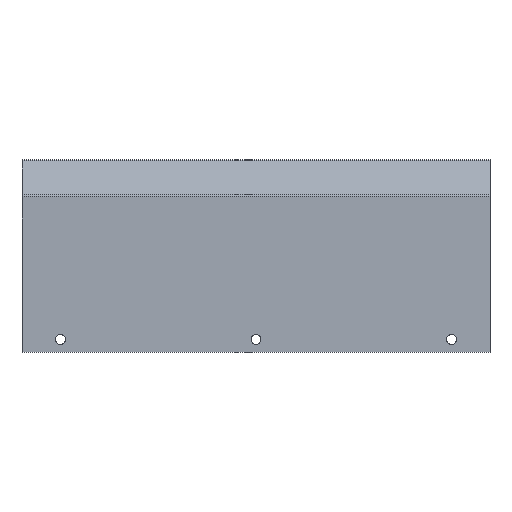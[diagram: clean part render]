
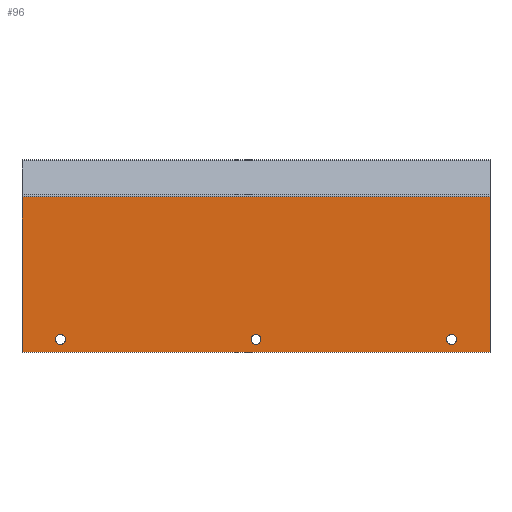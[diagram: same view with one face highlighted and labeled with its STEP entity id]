
A CAD part, left-side view. The second image highlights one B-rep face of the part: STEP entity #96.
In plain terms, the highlighted planar face has unit normal (-1, 0, 0).
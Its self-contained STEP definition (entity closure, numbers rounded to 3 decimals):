
#96 = ADVANCED_FACE( '', ( #203, #204, #205, #206 ), #207, .F. );
#203 = FACE_BOUND( '', #312, .T. );
#204 = FACE_BOUND( '', #313, .T. );
#205 = FACE_BOUND( '', #314, .T. );
#206 = FACE_OUTER_BOUND( '', #315, .T. );
#207 = PLANE( '', #316 );
#312 = EDGE_LOOP( '', ( #539 ) );
#313 = EDGE_LOOP( '', ( #540 ) );
#314 = EDGE_LOOP( '', ( #541 ) );
#315 = EDGE_LOOP( '', ( #542, #543, #544, #545 ) );
#316 = AXIS2_PLACEMENT_3D( '', #546, #547, #548 );
#539 = ORIENTED_EDGE( '', *, *, #667, .T. );
#540 = ORIENTED_EDGE( '', *, *, #599, .T. );
#541 = ORIENTED_EDGE( '', *, *, #681, .T. );
#542 = ORIENTED_EDGE( '', *, *, #625, .T. );
#543 = ORIENTED_EDGE( '', *, *, #683, .T. );
#544 = ORIENTED_EDGE( '', *, *, #675, .F. );
#545 = ORIENTED_EDGE( '', *, *, #655, .T. );
#546 = CARTESIAN_POINT( '', ( -25., 4., -38. ) );
#547 = DIRECTION( '', ( 1., 0., 0. ) );
#548 = DIRECTION( '', ( 0., 0., -1. ) );
#599 = EDGE_CURVE( '', #704, #704, #705, .T. );
#625 = EDGE_CURVE( '', #750, #748, #751, .T. );
#655 = EDGE_CURVE( '', #795, #750, #796, .T. );
#667 = EDGE_CURVE( '', #811, #811, #812, .T. );
#675 = EDGE_CURVE( '', #795, #823, #824, .T. );
#681 = EDGE_CURVE( '', #832, #832, #833, .T. );
#683 = EDGE_CURVE( '', #748, #823, #835, .F. );
#704 = VERTEX_POINT( '', #858 );
#705 = CIRCLE( '', #859, 1.55 );
#748 = VERTEX_POINT( '', #914 );
#750 = VERTEX_POINT( '', #916 );
#751 = LINE( '', #917, #918 );
#795 = VERTEX_POINT( '', #977 );
#796 = LINE( '', #978, #979 );
#811 = VERTEX_POINT( '', #998 );
#812 = CIRCLE( '', #999, 1.55 );
#823 = VERTEX_POINT( '', #1013 );
#824 = LINE( '', #1014, #1015 );
#832 = VERTEX_POINT( '', #1024 );
#833 = CIRCLE( '', #1025, 1.55 );
#835 = LINE( '', #1027, #1028 );
#858 = CARTESIAN_POINT( '', ( -25., -70.55, -33.986 ) );
#859 = AXIS2_PLACEMENT_3D( '', #1051, #1052, #1053 );
#914 = CARTESIAN_POINT( '', ( -25., -142., 10.428 ) );
#916 = CARTESIAN_POINT( '', ( -25., -142., -37.986 ) );
#917 = CARTESIAN_POINT( '', ( -25., -142., -38. ) );
#918 = VECTOR( '', #1087, 1000. );
#977 = CARTESIAN_POINT( '', ( -25., 4., -37.986 ) );
#978 = CARTESIAN_POINT( '', ( -25., 4., -37.986 ) );
#979 = VECTOR( '', #1127, 1000. );
#998 = CARTESIAN_POINT( '', ( -25., -131.55, -33.986 ) );
#999 = AXIS2_PLACEMENT_3D( '', #1141, #1142, #1143 );
#1013 = CARTESIAN_POINT( '', ( -25., 4., 10.428 ) );
#1014 = CARTESIAN_POINT( '', ( -25., 4., -38. ) );
#1015 = VECTOR( '', #1153, 1000. );
#1024 = CARTESIAN_POINT( '', ( -25., -9.55, -33.986 ) );
#1025 = AXIS2_PLACEMENT_3D( '', #1161, #1162, #1163 );
#1027 = CARTESIAN_POINT( '', ( -25., 4., 10.428 ) );
#1028 = VECTOR( '', #1164, 1000. );
#1051 = CARTESIAN_POINT( '', ( -25., -69., -33.986 ) );
#1052 = DIRECTION( '', ( 1., 0., 0. ) );
#1053 = DIRECTION( '', ( 0., -1., 0. ) );
#1087 = DIRECTION( '', ( 0., 0., 1. ) );
#1127 = DIRECTION( '', ( 0., -1., 0. ) );
#1141 = CARTESIAN_POINT( '', ( -25., -130., -33.986 ) );
#1142 = DIRECTION( '', ( 1., 0., 0. ) );
#1143 = DIRECTION( '', ( 0., -1., 0. ) );
#1153 = DIRECTION( '', ( 0., 0., 1. ) );
#1161 = CARTESIAN_POINT( '', ( -25., -8., -33.986 ) );
#1162 = DIRECTION( '', ( 1., 0., 0. ) );
#1163 = DIRECTION( '', ( 0., -1., 0. ) );
#1164 = DIRECTION( '', ( 0., -1., 0. ) );
